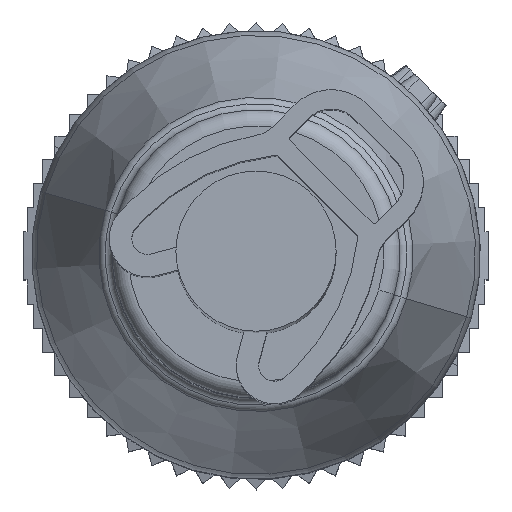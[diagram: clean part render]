
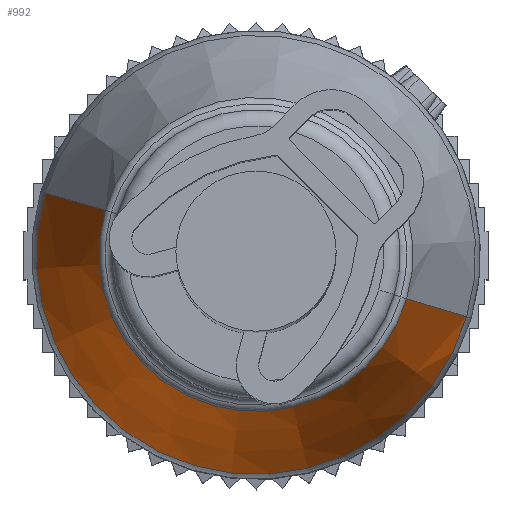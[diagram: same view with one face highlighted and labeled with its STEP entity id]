
A CAD part, top view. The second image highlights one B-rep face of the part: STEP entity #992.
In plain terms, the highlighted conical face has half-angle 18 degrees and reference radius 4.9 mm.
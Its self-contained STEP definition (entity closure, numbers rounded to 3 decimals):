
#921=AXIS2_PLACEMENT_3D('Circle Axis2P3D',#919,#920,$) ;
#965=AXIS2_PLACEMENT_3D('Cone Axis2P3D',#962,#963,#964) ;
#976=AXIS2_PLACEMENT_3D('Circle Axis2P3D',#974,#975,$) ;
#916=CARTESIAN_POINT('Vertex',(2.56,8.68,36.922)) ;
#919=CARTESIAN_POINT('Axis2P3D Location',(7.261,7.3,36.922)) ;
#923=CARTESIAN_POINT('Vertex',(11.963,5.92,36.922)) ;
#962=CARTESIAN_POINT('Axis2P3D Location',(7.261,7.3,36.922)) ;
#967=CARTESIAN_POINT('Line Origine',(1.622,8.954,33.916)) ;
#971=CARTESIAN_POINT('Vertex',(0.685,9.229,30.911)) ;
#974=CARTESIAN_POINT('Axis2P3D Location',(7.261,7.3,30.911)) ;
#978=CARTESIAN_POINT('Vertex',(13.837,5.371,30.911)) ;
#981=CARTESIAN_POINT('Line Origine',(12.9,5.646,33.916)) ;
#920=DIRECTION('Axis2P3D Direction',(0.,0.,1.)) ;
#963=DIRECTION('Axis2P3D Direction',(0.,0.,-1.)) ;
#964=DIRECTION('Axis2P3D XDirection',(0.96,-0.282,0.)) ;
#968=DIRECTION('Vector Direction',(-0.297,0.087,-0.951)) ;
#975=DIRECTION('Axis2P3D Direction',(0.,0.,-1.)) ;
#982=DIRECTION('Vector Direction',(0.297,-0.087,-0.951)) ;
#969=VECTOR('Line Direction',#968,1.) ;
#983=VECTOR('Line Direction',#982,1.) ;
#987=ORIENTED_EDGE('',*,*,#925,.F.) ;
#988=ORIENTED_EDGE('',*,*,#973,.T.) ;
#989=ORIENTED_EDGE('',*,*,#980,.T.) ;
#990=ORIENTED_EDGE('',*,*,#985,.F.) ;
#992=ADVANCED_FACE('Hauptkoerper',(#991),#966,.T.) ;
#922=CIRCLE('generated circle',#921,4.9) ;
#977=CIRCLE('generated circle',#976,6.853) ;
#966=CONICAL_SURFACE('Cone',#965,4.9,0.314) ;
#925=EDGE_CURVE('',#917,#924,#922,.T.) ;
#973=EDGE_CURVE('',#917,#972,#970,.T.) ;
#980=EDGE_CURVE('',#972,#979,#977,.F.) ;
#985=EDGE_CURVE('',#924,#979,#984,.T.) ;
#986=EDGE_LOOP('',(#987,#988,#989,#990)) ;
#991=FACE_OUTER_BOUND('',#986,.T.) ;
#970=LINE('Line',#967,#969) ;
#984=LINE('Line',#981,#983) ;
#917=VERTEX_POINT('',#916) ;
#924=VERTEX_POINT('',#923) ;
#972=VERTEX_POINT('',#971) ;
#979=VERTEX_POINT('',#978) ;
